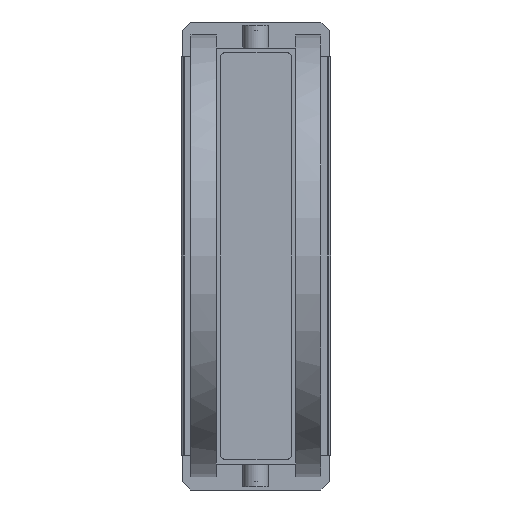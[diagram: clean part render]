
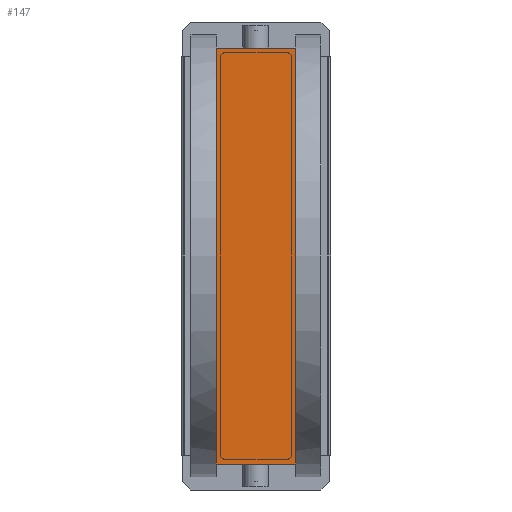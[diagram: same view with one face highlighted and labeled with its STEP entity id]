
A CAD part, front view. The second image highlights one B-rep face of the part: STEP entity #147.
In plain terms, the highlighted planar face has unit normal (0, -1, 0).
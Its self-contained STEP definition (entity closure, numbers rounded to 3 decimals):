
#147=ADVANCED_FACE('',(#2145),#2147,.T.);
#2145=FACE_BOUND('',#2146,.T.);
#2146=EDGE_LOOP('',(#3993,#3994,#3995,#3996,#3997,#3998,#3999,#4000));
#2147=PLANE('',#2148);
#2148=AXIS2_PLACEMENT_3D('',#2149,#2150,#2151);
#2149=CARTESIAN_POINT('',(-85.,-915.,279.));
#2150=DIRECTION('',(0.,-1.,0.));
#2151=DIRECTION('',(0.,0.,-1.));
#3993=ORIENTED_EDGE('',*,*,#4889,.F.);
#3994=ORIENTED_EDGE('',*,*,#4890,.T.);
#3995=ORIENTED_EDGE('',*,*,#4836,.T.);
#3996=ORIENTED_EDGE('',*,*,#4888,.T.);
#3997=ORIENTED_EDGE('',*,*,#4891,.F.);
#3998=ORIENTED_EDGE('',*,*,#4892,.T.);
#3999=ORIENTED_EDGE('',*,*,#4893,.T.);
#4000=ORIENTED_EDGE('',*,*,#4894,.T.);
#4836=EDGE_CURVE('',#5328,#5326,#5329,.F.);
#4888=EDGE_CURVE('',#5326,#5424,#5426,.F.);
#4889=EDGE_CURVE('',#5427,#5428,#5429,.T.);
#4890=EDGE_CURVE('',#5427,#5328,#5430,.F.);
#4891=EDGE_CURVE('',#5431,#5424,#5432,.F.);
#4892=EDGE_CURVE('',#5431,#5433,#5434,.F.);
#4893=EDGE_CURVE('',#5433,#5435,#5436,.F.);
#4894=EDGE_CURVE('',#5435,#5428,#5437,.F.);
#5326=VERTEX_POINT('',#6199);
#5328=VERTEX_POINT('',#6203);
#5329=LINE('',#6204,#6205);
#5424=VERTEX_POINT('',#6421);
#5426=LINE('',#6426,#6427);
#5427=VERTEX_POINT('',#6429);
#5428=VERTEX_POINT('',#6430);
#5429=LINE('',#6431,#6432);
#5430=LINE('',#6434,#6435);
#5431=VERTEX_POINT('',#6437);
#5432=LINE('',#6438,#6439);
#5433=VERTEX_POINT('',#6441);
#5434=LINE('',#6442,#6443);
#5435=VERTEX_POINT('',#6445);
#5436=LINE('',#6446,#6447);
#5437=LINE('',#6449,#6450);
#6199=CARTESIAN_POINT('',(-46.,-915.,240.));
#6203=CARTESIAN_POINT('',(46.,-915.,240.));
#6204=CARTESIAN_POINT('',(-46.,-915.,240.));
#6205=VECTOR('',#6206,1.);
#6206=DIRECTION('',(1.,0.,0.));
#6421=CARTESIAN_POINT('',(-46.,-915.,86.168));
#6426=CARTESIAN_POINT('',(-46.,-915.,86.168));
#6427=VECTOR('',#6428,1.);
#6428=DIRECTION('',(0.,0.,1.));
#6429=CARTESIAN_POINT('',(46.,-915.,86.168));
#6430=CARTESIAN_POINT('',(46.,-915.,-86.168));
#6431=CARTESIAN_POINT('',(46.,-915.,86.168));
#6432=VECTOR('',#6433,1.);
#6433=DIRECTION('',(0.,0.,-1.));
#6434=CARTESIAN_POINT('',(46.,-915.,240.));
#6435=VECTOR('',#6436,1.);
#6436=DIRECTION('',(0.,0.,-1.));
#6437=CARTESIAN_POINT('',(-46.,-915.,-86.168));
#6438=CARTESIAN_POINT('',(-46.,-915.,86.168));
#6439=VECTOR('',#6440,1.);
#6440=DIRECTION('',(0.,0.,-1.));
#6441=CARTESIAN_POINT('',(-46.,-915.,-240.));
#6442=CARTESIAN_POINT('',(-46.,-915.,-240.));
#6443=VECTOR('',#6444,1.);
#6444=DIRECTION('',(0.,0.,1.));
#6445=CARTESIAN_POINT('',(46.,-915.,-240.));
#6446=CARTESIAN_POINT('',(46.,-915.,-240.));
#6447=VECTOR('',#6448,1.);
#6448=DIRECTION('',(-1.,0.,0.));
#6449=CARTESIAN_POINT('',(46.,-915.,-86.168));
#6450=VECTOR('',#6451,1.);
#6451=DIRECTION('',(0.,0.,-1.));
